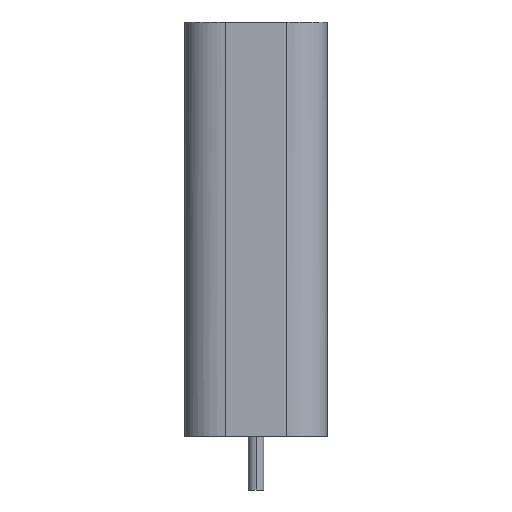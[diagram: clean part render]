
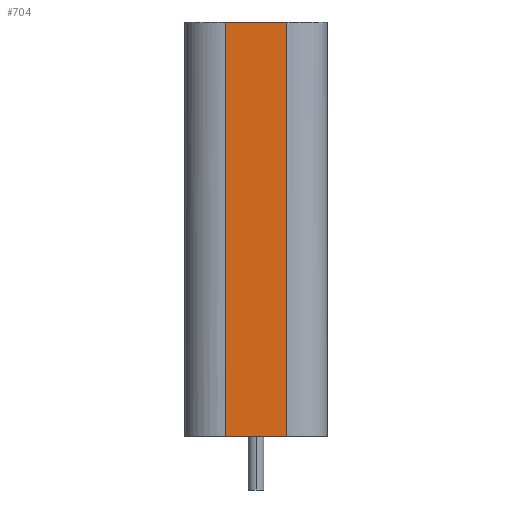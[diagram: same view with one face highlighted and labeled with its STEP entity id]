
A CAD part, left-side view. The second image highlights one B-rep face of the part: STEP entity #704.
In plain terms, the highlighted planar face has unit normal (-1, 0, 0).
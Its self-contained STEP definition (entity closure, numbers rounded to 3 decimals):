
#54 = CARTESIAN_POINT ( 'NONE',  ( -8.5, -16., -40. ) ) ;
#85 = LINE ( 'NONE', #525, #416 ) ;
#126 = VECTOR ( 'NONE', #170, 1000. ) ;
#144 = CARTESIAN_POINT ( 'NONE',  ( -8.5, 0., -40. ) ) ;
#156 = LINE ( 'NONE', #279, #490 ) ;
#159 = DIRECTION ( 'NONE',  ( 0., 0., 1. ) ) ;
#161 = DIRECTION ( 'NONE',  ( 0., 0., 1. ) ) ;
#170 = DIRECTION ( 'NONE',  ( 0., 1., 0. ) ) ;
#243 = DIRECTION ( 'NONE',  ( 0., -1., 0. ) ) ;
#274 = AXIS2_PLACEMENT_3D ( 'NONE', #472, #534, #161 ) ;
#279 = CARTESIAN_POINT ( 'NONE',  ( -8.5, 0., 67.5 ) ) ;
#290 = PLANE ( 'NONE',  #274 ) ;
#336 = EDGE_CURVE ( 'NONE', #572, #742, #85, .T. ) ;
#354 = VERTEX_POINT ( 'NONE', #368 ) ;
#368 = CARTESIAN_POINT ( 'NONE',  ( -8.5, -16., 67.5 ) ) ;
#381 = EDGE_CURVE ( 'NONE', #742, #354, #156, .T. ) ;
#390 = VERTEX_POINT ( 'NONE', #54 ) ;
#406 = EDGE_LOOP ( 'NONE', ( #714, #435, #475, #504 ) ) ;
#416 = VECTOR ( 'NONE', #773, 1000. ) ;
#435 = ORIENTED_EDGE ( 'NONE', *, *, #381, .F. ) ;
#472 = CARTESIAN_POINT ( 'NONE',  ( -8.5, 0., 500000. ) ) ;
#475 = ORIENTED_EDGE ( 'NONE', *, *, #336, .F. ) ;
#476 = LINE ( 'NONE', #653, #765 ) ;
#490 = VECTOR ( 'NONE', #243, 1000. ) ;
#504 = ORIENTED_EDGE ( 'NONE', *, *, #741, .F. ) ;
#525 = CARTESIAN_POINT ( 'NONE',  ( -8.5, 0., -40. ) ) ;
#534 = DIRECTION ( 'NONE',  ( -1., 0., 0. ) ) ;
#541 = CARTESIAN_POINT ( 'NONE',  ( -8.5, 0., 67.5 ) ) ;
#545 = CARTESIAN_POINT ( 'NONE',  ( -8.5, -16., -40. ) ) ;
#572 = VERTEX_POINT ( 'NONE', #144 ) ;
#605 = LINE ( 'NONE', #545, #126 ) ;
#623 = FACE_OUTER_BOUND ( 'NONE', #406, .T. ) ;
#653 = CARTESIAN_POINT ( 'NONE',  ( -8.5, -16., -40. ) ) ;
#692 = EDGE_CURVE ( 'NONE', #390, #354, #476, .T. ) ;
#704 = ADVANCED_FACE ( 'NONE', ( #623 ), #290, .T. ) ;
#714 = ORIENTED_EDGE ( 'NONE', *, *, #692, .T. ) ;
#741 = EDGE_CURVE ( 'NONE', #390, #572, #605, .T. ) ;
#742 = VERTEX_POINT ( 'NONE', #541 ) ;
#765 = VECTOR ( 'NONE', #159, 1000. ) ;
#773 = DIRECTION ( 'NONE',  ( 0., 0., 1. ) ) ;
